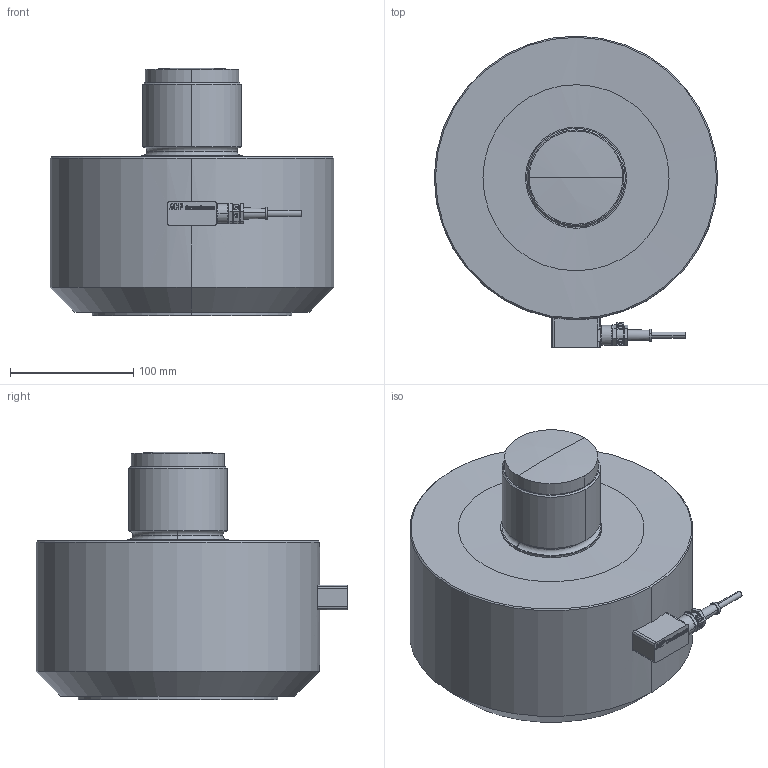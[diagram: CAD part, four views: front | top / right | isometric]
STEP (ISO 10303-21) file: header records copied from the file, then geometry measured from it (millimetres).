
FILE_DESCRIPTION(('STEP AP214'),'1');
FILE_NAME('KAL 750kN.stp','2015-05-18T10:28:51',(' '),(' '),'Spatial InterOp 3D',' ',' ');
FILE_SCHEMA(('automotive_design'));
Length unit declared in the file: metre
Products named in the file (1): 1
Bounding box: 230 x 253 x 200.87 mm (x, y, z)
Volume: 5273891 mm3; surface area: 203703.5 mm2
Topology: 1 solids, 1 shells, 305 faces, 813 edges, 531 vertices
Faces by surface type: plane 173, cylinder 52, extrusion 40, torus 18, cone 16, bspline 4, sphere 2
Entity records: 12802 total; most frequent: CARTESIAN_POINT 2910, ORIENTED_EDGE 1578, DIRECTION 1442, EDGE_CURVE 789, VECTOR 522, VERTEX_POINT 519, LINE 482, AXIS2_PLACEMENT_3D 460
